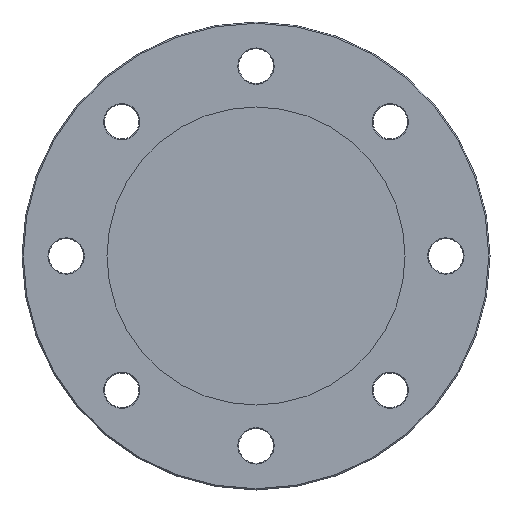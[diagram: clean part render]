
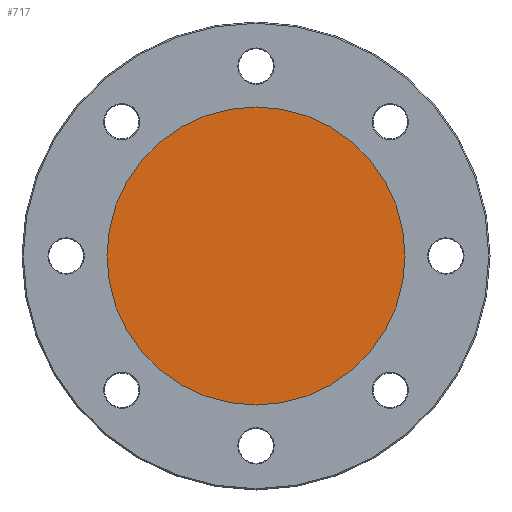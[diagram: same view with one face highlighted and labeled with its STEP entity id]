
A CAD part, front view. The second image highlights one B-rep face of the part: STEP entity #717.
In plain terms, the highlighted planar face has unit normal (0, -1, 0).
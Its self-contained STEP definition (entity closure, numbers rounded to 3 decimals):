
#113 = DIRECTION ( 'NONE',  ( 0., 0., -1. ) ) ;
#125 = CARTESIAN_POINT ( 'NONE',  ( 0., 0., 0. ) ) ;
#164 = DIRECTION ( 'NONE',  ( 0., -1., 0. ) ) ;
#167 = CARTESIAN_POINT ( 'NONE',  ( 0., 0., 0. ) ) ;
#188 = PLANE ( 'NONE',  #1024 ) ;
#202 = DIRECTION ( 'NONE',  ( 0., 0., -1. ) ) ;
#207 = DIRECTION ( 'NONE',  ( 0., -1., 0. ) ) ;
#334 = FACE_OUTER_BOUND ( 'NONE', #1486, .T. ) ;
#365 = CARTESIAN_POINT ( 'NONE',  ( 0., 0., -40.925 ) ) ;
#413 = CARTESIAN_POINT ( 'NONE',  ( 0., 0., 40.925 ) ) ;
#516 = DIRECTION ( 'NONE',  ( 0., -1., 0. ) ) ;
#577 = DIRECTION ( 'NONE',  ( 0., 0., -1. ) ) ;
#665 = CARTESIAN_POINT ( 'NONE',  ( 0., 0., 0. ) ) ;
#717 = ADVANCED_FACE ( 'NONE', ( #334 ), #188, .T. ) ;
#760 = EDGE_CURVE ( 'NONE', #1404, #1350, #989, .T. ) ;
#906 = CIRCLE ( 'NONE', #922, 40.925 ) ;
#922 = AXIS2_PLACEMENT_3D ( 'NONE', #665, #516, #577 ) ;
#989 = CIRCLE ( 'NONE', #1149, 40.925 ) ;
#1024 = AXIS2_PLACEMENT_3D ( 'NONE', #167, #164, #202 ) ;
#1149 = AXIS2_PLACEMENT_3D ( 'NONE', #125, #207, #113 ) ;
#1227 = EDGE_CURVE ( 'NONE', #1350, #1404, #906, .T. ) ;
#1350 = VERTEX_POINT ( 'NONE', #365 ) ;
#1404 = VERTEX_POINT ( 'NONE', #413 ) ;
#1486 = EDGE_LOOP ( 'NONE', ( #1861, #1922 ) ) ;
#1861 = ORIENTED_EDGE ( 'NONE', *, *, #760, .T. ) ;
#1922 = ORIENTED_EDGE ( 'NONE', *, *, #1227, .T. ) ;
